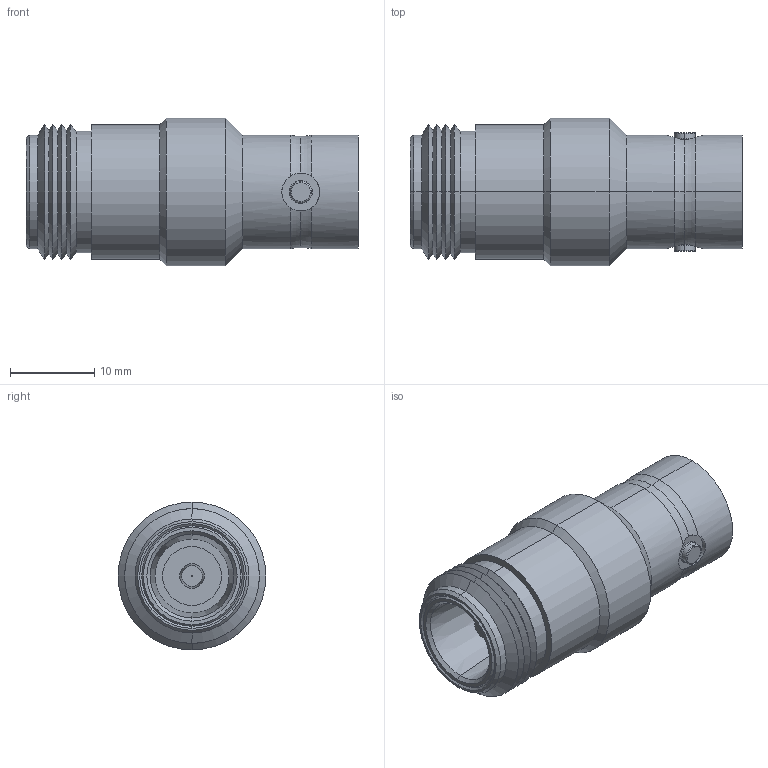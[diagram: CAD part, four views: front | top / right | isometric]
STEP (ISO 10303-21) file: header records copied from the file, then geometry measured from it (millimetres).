
FILE_DESCRIPTION (( 'STEP AP203' ), '1' );
FILE_NAME ('FMAD1319_3D.STEP', '2022-03-18T21:18:29', ( '' ), ( '' ), 'SwSTEP 2.0', 'SolidWorks 2021', '' );
FILE_SCHEMA (( 'CONFIG_CONTROL_DESIGN' ));
Length unit declared in the file: inch
Products named in the file (1): FMAD1319_3D
Bounding box: 39.34 x 17.53 x 17.53 mm (x, y, z)
Volume: 5768.9 mm3; surface area: 3876.7 mm2
Topology: 3 solids, 3 shells, 129 faces, 263 edges, 155 vertices
Faces by surface type: cone 48, cylinder 44, plane 23, torus 14
Entity records: 3555 total; most frequent: DIRECTION 670, CARTESIAN_POINT 656, ORIENTED_EDGE 526, AXIS2_PLACEMENT_3D 289, EDGE_CURVE 263, CIRCLE 159, VERTEX_POINT 155, EDGE_LOOP 148
